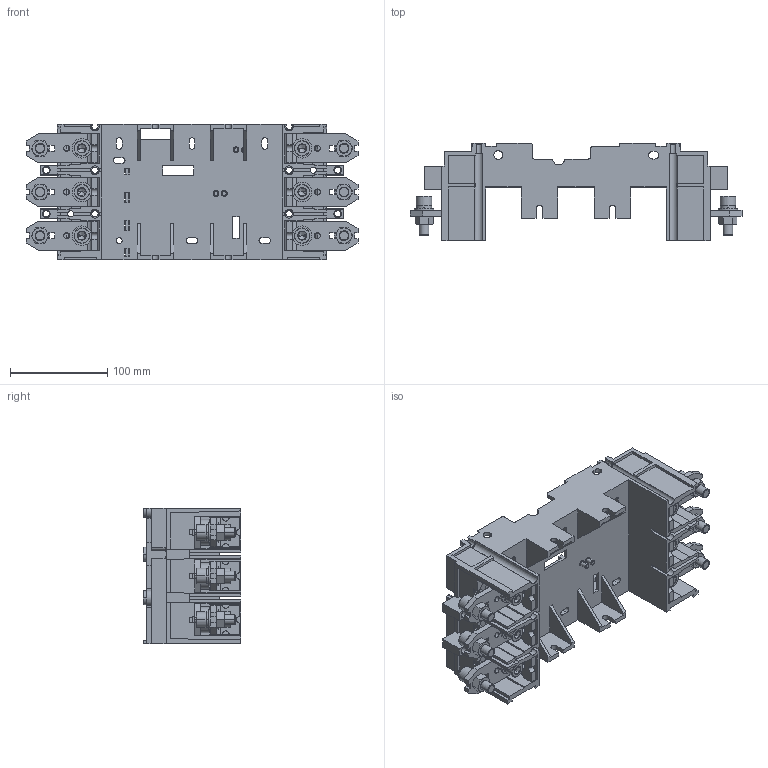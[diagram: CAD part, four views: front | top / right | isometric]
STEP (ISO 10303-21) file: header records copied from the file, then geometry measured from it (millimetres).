
FILE_DESCRIPTION((''),'2;1');
FILE_NAME('ASM0261_ASM','2021-09-06T16:52:23',('zhxmin'),(''),'CREO PARAMETRIC BY PTC INC, 2018020','CREO PARAMETRIC BY PTC INC, 2018020','');
FILE_SCHEMA(('CONFIG_CONTROL_DESIGN','SHAPE_APPEARANCE_LAYERS_GROUPS'));
Products named in the file (117): 8022194-XIU_1_1; 8-585-490-22553_1; 8-141-118-23031_1; 8-141-118-23219_1; 8-141-118-23407_1; 8-141-118-23595_1; 8-288-644-23783_1; 8-288-644-23858_1; 8-585-490-23931_1; 8-141-118-24409_1; 8-141-118-24597_1; 8-141-118-24785_1; 8-141-118-24973_1; 8-288-644-25161_1; 8-288-644-25234_1; 8-585-490-25307_1; 8-141-118-25785_1; 8-141-118-25973_1; 8-141-118-26161_1; 8-141-118-26349_1; 8-288-644-26537_1; 8-288-644-26610_1; 8-585-490-26683_1; 8-141-118-27161_1; 8-141-118-27349_1; 8-141-118-27537_1; 8-141-118-27725_1; 8-288-644-27913_1; 8-288-644-27986_1; 8-585-490-28059_1; 8-141-118-28537_1; 8-141-118-28725_1; 8-141-118-28913_1; 8-141-118-29101_1; 8-288-644-29289_1; 8-288-644-29362_1; 8-585-490-29435_1; 8-141-118-29913_1; 8-141-118-30101_1; 8-141-118-30289_1 ...
Assembly tree (116 placements, depth 3):
  ASM0261_ASM
    ASM0228_ASM
      8022194-XIU_1_1
      8-585-490-22553_1
      8-141-118-23031_1
      8-141-118-23219_1
      8-141-118-23407_1
      8-141-118-23595_1
      8-288-644-23783_1
      8-288-644-23858_1
      8-585-490-23931_1
      8-141-118-24409_1
      8-141-118-24597_1
      8-141-118-24785_1
      8-141-118-24973_1
      8-288-644-25161_1
      8-288-644-25234_1
      8-585-490-25307_1
      8-141-118-25785_1
      8-141-118-25973_1
      8-141-118-26161_1
      8-141-118-26349_1
      8-288-644-26537_1
      8-288-644-26610_1
      8-585-490-26683_1
      8-141-118-27161_1
      8-141-118-27349_1
      8-141-118-27537_1
      8-141-118-27725_1
      8-288-644-27913_1
      8-288-644-27986_1
      8-585-490-28059_1
      8-141-118-28537_1
      8-141-118-28725_1
      8-141-118-28913_1
      8-141-118-29101_1
      8-288-644-29289_1
      8-288-644-29362_1
      8-585-490-29435_1
      8-141-118-29913_1
      8-141-118-30101_1
      8-141-118-30289_1
      8-141-118-30477_1
      8-288-644-30665_1
      8-288-644-30738_1
      8-585-491-30811_1_1
      8-585-491-31513_1_1
      8-585-491-32215_1_1
      8-585-491-32917_1_1
      8-585-491-33619_1_1
      8-585-491-34321_1_1
      8-775-113-35023_1
      8-775-113-36215_1
      8-775-113-37407_1
      8-775-113-38599_1
      8-775-113-39791_1
      8-775-113-40983_1
      M10X25-GB70_SOLID_1-42175_1
      M10X25-GB70_QUILT_1-42714_1
      D10-GB93-42828_1
Bounding box: 342 x 100.3 x 140 mm (x, y, z)
Volume: 826582.6 mm3; surface area: 504546.4 mm2
Topology: 97 solids, 115 shells, 2865 faces, 7664 edges, 5017 vertices
Faces by surface type: plane 1639, cylinder 666, cone 354, torus 158, bspline 48
Entity records: 114136 total; most frequent: CARTESIAN_POINT 18463, DIRECTION 16452, ORIENTED_EDGE 15208, EDGE_CURVE 7640, AXIS2_PLACEMENT_3D 5990, VERTEX_POINT 5017, VECTOR 4472, LINE 4472
